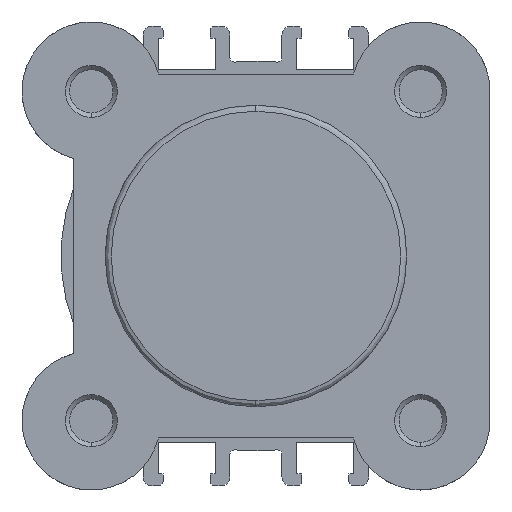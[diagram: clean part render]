
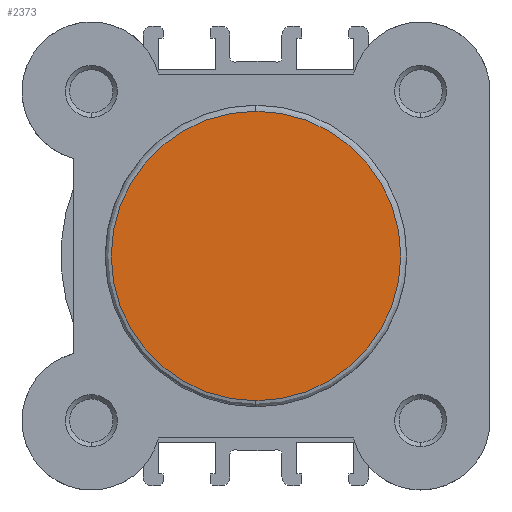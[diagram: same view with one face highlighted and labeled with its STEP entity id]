
A CAD part, left-side view. The second image highlights one B-rep face of the part: STEP entity #2373.
In plain terms, the highlighted planar face has unit normal (-1, 0, 0).
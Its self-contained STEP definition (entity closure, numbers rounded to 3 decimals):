
#78 = EDGE_CURVE ( 'NONE', #7459, #7151, #4798, .T. ) ;
#325 = EDGE_CURVE ( 'NONE', #7151, #7459, #5178, .T. ) ;
#766 = CARTESIAN_POINT ( 'NONE',  ( 0., 0., 0. ) ) ;
#767 = DIRECTION ( 'NONE',  ( -1., 0., 0. ) ) ;
#768 = DIRECTION ( 'NONE',  ( 0., 0., 1. ) ) ;
#1373 = CARTESIAN_POINT ( 'NONE',  ( 0., 0., 0. ) ) ;
#1379 = DIRECTION ( 'NONE',  ( -1., 0., 0. ) ) ;
#1380 = DIRECTION ( 'NONE',  ( 0., 0., 1. ) ) ;
#1802 = ORIENTED_EDGE ( 'NONE', *, *, #78, .T. ) ;
#2069 = ORIENTED_EDGE ( 'NONE', *, *, #325, .T. ) ;
#2373 = ADVANCED_FACE ( 'NONE', ( #3326 ), #5513, .T. ) ;
#2625 = AXIS2_PLACEMENT_3D ( 'NONE', #766, #767, #768 ) ;
#2725 = AXIS2_PLACEMENT_3D ( 'NONE', #1373, #1379, #1380 ) ;
#2808 = AXIS2_PLACEMENT_3D ( 'NONE', #5516, #5526, #5527 ) ;
#3326 = FACE_OUTER_BOUND ( 'NONE', #7291, .T. ) ;
#4798 = CIRCLE ( 'NONE', #2625, 16.7 ) ;
#5178 = CIRCLE ( 'NONE', #2725, 16.7 ) ;
#5513 = PLANE ( 'NONE',  #2808 ) ;
#5516 = CARTESIAN_POINT ( 'NONE',  ( 0., -17.4, 0. ) ) ;
#5526 = DIRECTION ( 'NONE',  ( -1., 0., 0. ) ) ;
#5527 = DIRECTION ( 'NONE',  ( 0., 0., 1. ) ) ;
#6680 = CARTESIAN_POINT ( 'NONE',  ( 0., 0., 16.7 ) ) ;
#6872 = CARTESIAN_POINT ( 'NONE',  ( 0., 0., -16.7 ) ) ;
#7151 = VERTEX_POINT ( 'NONE', #6680 ) ;
#7291 = EDGE_LOOP ( 'NONE', ( #2069, #1802 ) ) ;
#7459 = VERTEX_POINT ( 'NONE', #6872 ) ;
